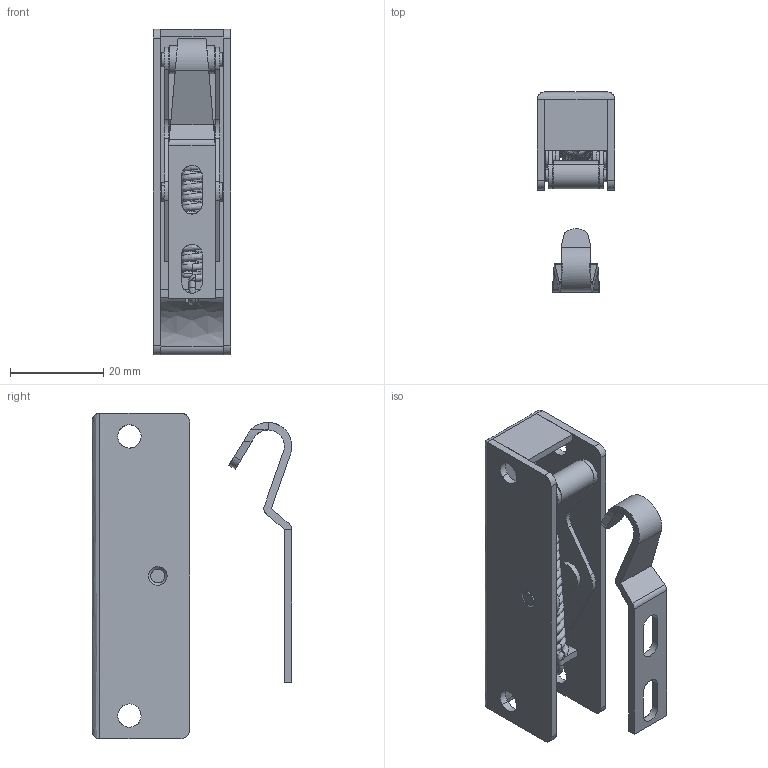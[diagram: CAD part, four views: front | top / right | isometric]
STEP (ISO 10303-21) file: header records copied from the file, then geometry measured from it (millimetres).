
FILE_DESCRIPTION((''),'2;1');
FILE_NAME('','2006-01-17T10:07:57',(''),(''),'','CADfix','');
FILE_SCHEMA(('AUTOMOTIVE_DESIGN'));
Length unit declared in the file: millimetre
Products named in the file (9): spring; keeper; shaft; roller; rivet_mr; rivet; housing; arm; TL_82_16498_36
Assembly tree (8 placements, depth 2):
  TL_82_16498_36
    spring
    keeper
    shaft
    roller
    rivet_mr
    rivet
    housing
    arm
Bounding box: 16.7 x 42.9 x 70 mm (x, y, z)
Volume: 9448.1 mm3; surface area: 14634.1 mm2
Topology: 8 solids, 8 shells, 205 faces, 758 edges, 570 vertices
Faces by surface type: bspline 205
Entity records: 17035 total; most frequent: CARTESIAN_POINT 12441, ORIENTED_EDGE 1512, EDGE_CURVE 756, VERTEX_POINT 570, B_SPLINE_CURVE_WITH_KNOTS 475, QUASI_UNIFORM_CURVE 261, EDGE_LOOP 240, FACE_OUTER_BOUND 205
